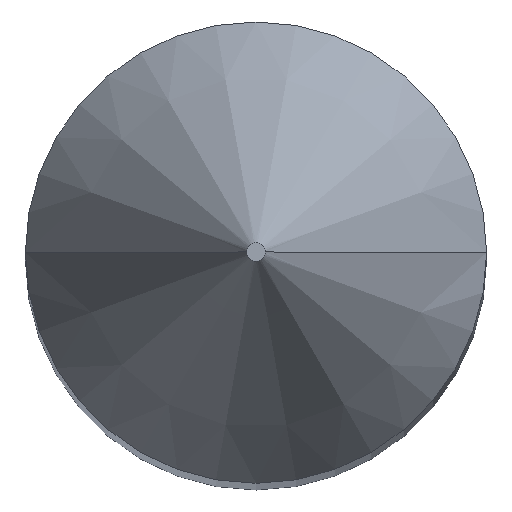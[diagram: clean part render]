
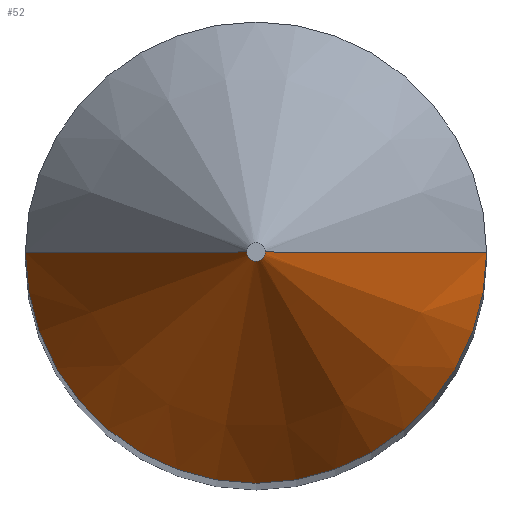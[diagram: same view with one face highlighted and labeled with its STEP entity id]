
A CAD part, top view. The second image highlights one B-rep face of the part: STEP entity #52.
In plain terms, the highlighted conical face has half-angle 30 degrees and reference radius 0.1 mm.
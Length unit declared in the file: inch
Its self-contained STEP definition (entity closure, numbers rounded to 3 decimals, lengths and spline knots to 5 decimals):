
#10 = LINE ( 'NONE', #219, #145 ) ;
#15 = VECTOR ( 'NONE', #154, 39.37008 ) ;
#18 = ORIENTED_EDGE ( 'NONE', *, *, #105, .F. ) ;
#41 = FACE_OUTER_BOUND ( 'NONE', #112, .T. ) ;
#42 = DIRECTION ( 'NONE',  ( 0., 0., -1. ) ) ;
#52 = ADVANCED_FACE ( 'NONE', ( #41 ), #152, .T. ) ;
#55 = VERTEX_POINT ( 'NONE', #138 ) ;
#65 = DIRECTION ( 'NONE',  ( 1., 0., 0. ) ) ;
#69 = CARTESIAN_POINT ( 'NONE',  ( -0.00394, 0., 1.9685 ) ) ;
#70 = EDGE_CURVE ( 'NONE', #165, #91, #75, .T. ) ;
#75 = LINE ( 'NONE', #93, #15 ) ;
#81 = AXIS2_PLACEMENT_3D ( 'NONE', #185, #42, #65 ) ;
#85 = CARTESIAN_POINT ( 'NONE',  ( 0., 0., 1.9685 ) ) ;
#88 = AXIS2_PLACEMENT_3D ( 'NONE', #241, #125, #193 ) ;
#91 = VERTEX_POINT ( 'NONE', #169 ) ;
#93 = CARTESIAN_POINT ( 'NONE',  ( -0.00394, 0., 1.9685 ) ) ;
#105 = EDGE_CURVE ( 'NONE', #55, #206, #10, .T. ) ;
#112 = EDGE_LOOP ( 'NONE', ( #182, #150, #147, #18 ) ) ;
#119 = AXIS2_PLACEMENT_3D ( 'NONE', #85, #139, #239 ) ;
#125 = DIRECTION ( 'NONE',  ( 0., 0., -1. ) ) ;
#137 = CIRCLE ( 'NONE', #88, 0.09843 ) ;
#138 = CARTESIAN_POINT ( 'NONE',  ( 0.00394, 0., 1.9685 ) ) ;
#139 = DIRECTION ( 'NONE',  ( 0., 0., -1. ) ) ;
#143 = EDGE_CURVE ( 'NONE', #206, #91, #137, .T. ) ;
#145 = VECTOR ( 'NONE', #161, 39.37008 ) ;
#147 = ORIENTED_EDGE ( 'NONE', *, *, #143, .F. ) ;
#150 = ORIENTED_EDGE ( 'NONE', *, *, #70, .T. ) ;
#152 = CONICAL_SURFACE ( 'NONE', #81, 0.00394, 0.524 ) ;
#154 = DIRECTION ( 'NONE',  ( -0.5, 0., -0.866 ) ) ;
#161 = DIRECTION ( 'NONE',  ( 0.5, 0., -0.866 ) ) ;
#165 = VERTEX_POINT ( 'NONE', #69 ) ;
#169 = CARTESIAN_POINT ( 'NONE',  ( -0.09843, 0., 1.80485 ) ) ;
#182 = ORIENTED_EDGE ( 'NONE', *, *, #228, .T. ) ;
#185 = CARTESIAN_POINT ( 'NONE',  ( 0., 0., 1.9685 ) ) ;
#193 = DIRECTION ( 'NONE',  ( -1., 0., 0. ) ) ;
#195 = CIRCLE ( 'NONE', #119, 0.00394 ) ;
#196 = CARTESIAN_POINT ( 'NONE',  ( 0.09843, 0., 1.80485 ) ) ;
#206 = VERTEX_POINT ( 'NONE', #196 ) ;
#219 = CARTESIAN_POINT ( 'NONE',  ( 0.00394, 0., 1.9685 ) ) ;
#228 = EDGE_CURVE ( 'NONE', #55, #165, #195, .T. ) ;
#239 = DIRECTION ( 'NONE',  ( -1., 0., 0. ) ) ;
#241 = CARTESIAN_POINT ( 'NONE',  ( 0., 0., 1.80485 ) ) ;
